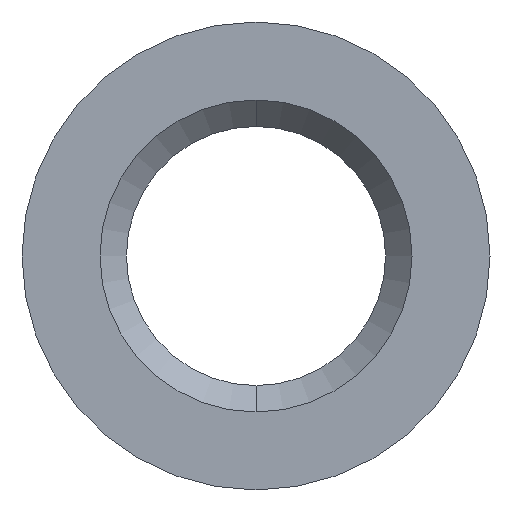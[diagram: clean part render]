
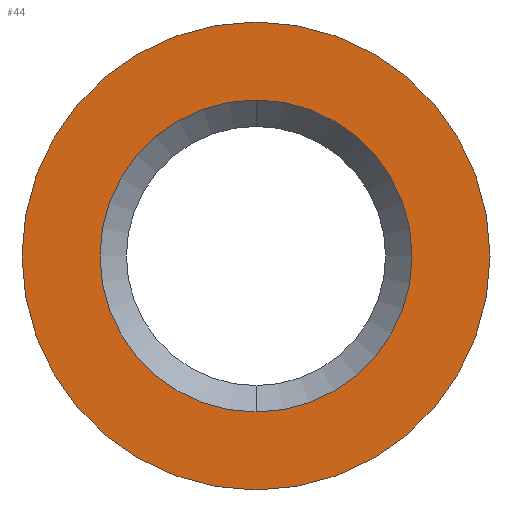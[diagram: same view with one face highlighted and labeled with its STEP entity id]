
A CAD part, front view. The second image highlights one B-rep face of the part: STEP entity #44.
In plain terms, the highlighted planar face has unit normal (0, -1, 0).
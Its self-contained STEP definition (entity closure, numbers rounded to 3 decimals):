
#1 = ORIENTED_EDGE ( 'NONE', *, *, #87, .T. ) ;
#7 = CARTESIAN_POINT ( 'NONE',  ( 0., -30., 0. ) ) ;
#9 = DIRECTION ( 'NONE',  ( 0., 0., -1. ) ) ;
#22 = AXIS2_PLACEMENT_3D ( 'NONE', #91, #108, #149 ) ;
#24 = VERTEX_POINT ( 'NONE', #93 ) ;
#26 = FACE_BOUND ( 'NONE', #157, .T. ) ;
#29 = CARTESIAN_POINT ( 'NONE',  ( 0., -30., 0. ) ) ;
#36 = EDGE_CURVE ( 'NONE', #24, #40, #57, .T. ) ;
#40 = VERTEX_POINT ( 'NONE', #69 ) ;
#43 = ORIENTED_EDGE ( 'NONE', *, *, #36, .T. ) ;
#44 = ADVANCED_FACE ( 'PLANAR_0', ( #201, #26 ), #47, .T. ) ;
#47 = PLANE ( 'NONE',  #95 ) ;
#50 = CARTESIAN_POINT ( 'NONE',  ( 0., -30., 0. ) ) ;
#57 = CIRCLE ( 'NONE', #150, 6. ) ;
#67 = AXIS2_PLACEMENT_3D ( 'NONE', #203, #159, #9 ) ;
#69 = CARTESIAN_POINT ( 'NONE',  ( 0., -30., 6. ) ) ;
#72 = CARTESIAN_POINT ( 'NONE',  ( 0., -30., 4. ) ) ;
#73 = CIRCLE ( 'NONE', #67, 6. ) ;
#83 = DIRECTION ( 'NONE',  ( 0., 0., -1. ) ) ;
#87 = EDGE_CURVE ( 'NONE', #40, #24, #73, .T. ) ;
#89 = CIRCLE ( 'NONE', #122, 4. ) ;
#90 = EDGE_CURVE ( 'NONE', #129, #198, #89, .T. ) ;
#91 = CARTESIAN_POINT ( 'NONE',  ( 0., -30., 0. ) ) ;
#93 = CARTESIAN_POINT ( 'NONE',  ( 0., -30., -6. ) ) ;
#95 = AXIS2_PLACEMENT_3D ( 'NONE', #7, #125, #83 ) ;
#104 = DIRECTION ( 'NONE',  ( 0., 0., 1. ) ) ;
#108 = DIRECTION ( 'NONE',  ( 0., 1., 0. ) ) ;
#122 = AXIS2_PLACEMENT_3D ( 'NONE', #29, #219, #104 ) ;
#123 = CARTESIAN_POINT ( 'NONE',  ( 0., -30., -4. ) ) ;
#125 = DIRECTION ( 'NONE',  ( 0., -1., 0. ) ) ;
#129 = VERTEX_POINT ( 'NONE', #123 ) ;
#132 = ORIENTED_EDGE ( 'NONE', *, *, #233, .T. ) ;
#149 = DIRECTION ( 'NONE',  ( 0., 0., 1. ) ) ;
#150 = AXIS2_PLACEMENT_3D ( 'NONE', #50, #163, #160 ) ;
#152 = EDGE_LOOP ( 'NONE', ( #1, #43 ) ) ;
#157 = EDGE_LOOP ( 'NONE', ( #212, #132 ) ) ;
#159 = DIRECTION ( 'NONE',  ( 0., -1., 0. ) ) ;
#160 = DIRECTION ( 'NONE',  ( 0., 0., -1. ) ) ;
#163 = DIRECTION ( 'NONE',  ( 0., -1., 0. ) ) ;
#170 = CIRCLE ( 'NONE', #22, 4. ) ;
#198 = VERTEX_POINT ( 'NONE', #72 ) ;
#201 = FACE_OUTER_BOUND ( 'NONE', #152, .T. ) ;
#203 = CARTESIAN_POINT ( 'NONE',  ( 0., -30., 0. ) ) ;
#212 = ORIENTED_EDGE ( 'NONE', *, *, #90, .T. ) ;
#219 = DIRECTION ( 'NONE',  ( 0., 1., 0. ) ) ;
#233 = EDGE_CURVE ( 'NONE', #198, #129, #170, .T. ) ;
